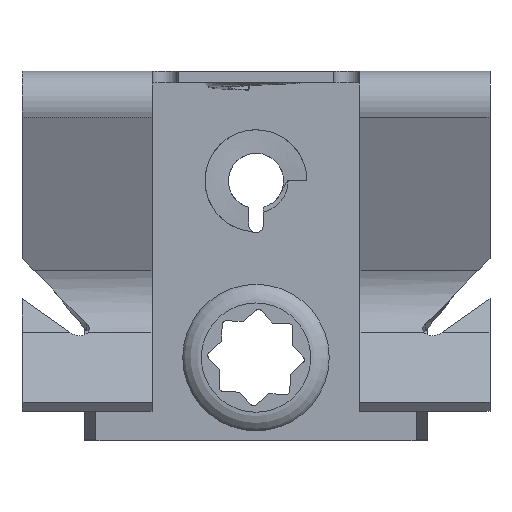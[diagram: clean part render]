
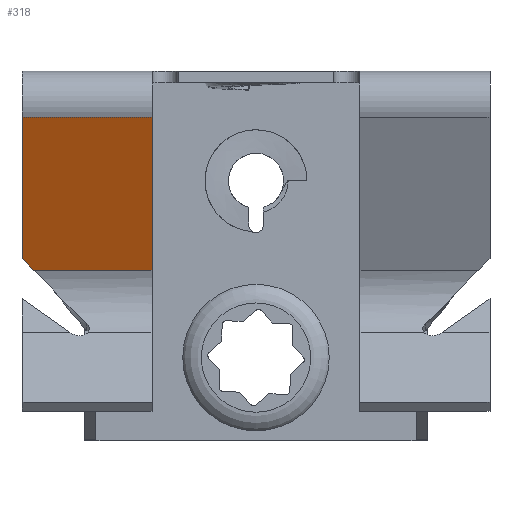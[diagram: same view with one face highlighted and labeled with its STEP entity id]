
A CAD part, front view. The second image highlights one B-rep face of the part: STEP entity #318.
In plain terms, the highlighted planar face has unit normal (0, -0.906, -0.423).
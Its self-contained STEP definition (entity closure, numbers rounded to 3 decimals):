
#71 = VECTOR ( 'NONE', #1853, 1000. ) ;
#302 = CARTESIAN_POINT ( 'NONE',  ( 17., 9.69, -4.41 ) ) ;
#303 = VERTEX_POINT ( 'NONE', #5465 ) ;
#318 = ADVANCED_FACE ( 'NONE', ( #4508 ), #2012, .T. ) ;
#675 = EDGE_CURVE ( 'NONE', #5990, #303, #855, .T. ) ;
#829 = VERTEX_POINT ( 'NONE', #5689 ) ;
#855 = LINE ( 'NONE', #3399, #1605 ) ;
#1137 = ORIENTED_EDGE ( 'NONE', *, *, #675, .T. ) ;
#1308 = EDGE_CURVE ( 'NONE', #4566, #5990, #6750, .T. ) ;
#1559 = EDGE_CURVE ( 'NONE', #3752, #303, #2833, .T. ) ;
#1570 = CARTESIAN_POINT ( 'NONE',  ( 17., 19.185, -24.77 ) ) ;
#1605 = VECTOR ( 'NONE', #5014, 1000. ) ;
#1621 = EDGE_CURVE ( 'NONE', #3752, #829, #3044, .T. ) ;
#1853 = DIRECTION ( 'NONE',  ( 1., 0., 0. ) ) ;
#2012 = PLANE ( 'NONE',  #4329 ) ;
#2015 = EDGE_CURVE ( 'NONE', #829, #4566, #5499, .T. ) ;
#2051 = VECTOR ( 'NONE', #2086, 1000. ) ;
#2064 = CARTESIAN_POINT ( 'NONE',  ( 17., 16.564, -19.151 ) ) ;
#2086 = DIRECTION ( 'NONE',  ( 0., 0.423, -0.906 ) ) ;
#2352 = CARTESIAN_POINT ( 'NONE',  ( -22.5, 16.035, -18.015 ) ) ;
#2549 = ORIENTED_EDGE ( 'NONE', *, *, #1308, .T. ) ;
#2659 = CARTESIAN_POINT ( 'NONE',  ( -22.5, 9.69, -4.41 ) ) ;
#2833 = LINE ( 'NONE', #302, #71 ) ;
#3044 = LINE ( 'NONE', #3614, #2051 ) ;
#3399 = CARTESIAN_POINT ( 'NONE',  ( -10., 5.788, 3.96 ) ) ;
#3614 = CARTESIAN_POINT ( 'NONE',  ( -22.5, 16.035, -18.015 ) ) ;
#3752 = VERTEX_POINT ( 'NONE', #2659 ) ;
#4011 = ORIENTED_EDGE ( 'NONE', *, *, #1621, .T. ) ;
#4144 = DIRECTION ( 'NONE',  ( 1., 0., 0. ) ) ;
#4329 = AXIS2_PLACEMENT_3D ( 'NONE', #1570, #6765, #6251 ) ;
#4442 = DIRECTION ( 'NONE',  ( 0.677, 0.311, -0.667 ) ) ;
#4508 = FACE_OUTER_BOUND ( 'NONE', #6470, .T. ) ;
#4566 = VERTEX_POINT ( 'NONE', #4701 ) ;
#4701 = CARTESIAN_POINT ( 'NONE',  ( -21.346, 16.564, -19.151 ) ) ;
#5014 = DIRECTION ( 'NONE',  ( 0., -0.423, 0.906 ) ) ;
#5280 = ORIENTED_EDGE ( 'NONE', *, *, #1559, .F. ) ;
#5465 = CARTESIAN_POINT ( 'NONE',  ( -10., 9.69, -4.41 ) ) ;
#5499 = LINE ( 'NONE', #2352, #5827 ) ;
#5578 = ORIENTED_EDGE ( 'NONE', *, *, #2015, .T. ) ;
#5689 = CARTESIAN_POINT ( 'NONE',  ( -22.5, 16.035, -18.015 ) ) ;
#5827 = VECTOR ( 'NONE', #4442, 1000. ) ;
#5990 = VERTEX_POINT ( 'NONE', #6121 ) ;
#6121 = CARTESIAN_POINT ( 'NONE',  ( -10., 16.564, -19.151 ) ) ;
#6194 = VECTOR ( 'NONE', #4144, 1000. ) ;
#6251 = DIRECTION ( 'NONE',  ( 0., 0.423, -0.906 ) ) ;
#6470 = EDGE_LOOP ( 'NONE', ( #1137, #5280, #4011, #5578, #2549 ) ) ;
#6750 = LINE ( 'NONE', #2064, #6194 ) ;
#6765 = DIRECTION ( 'NONE',  ( 0., -0.906, -0.423 ) ) ;
